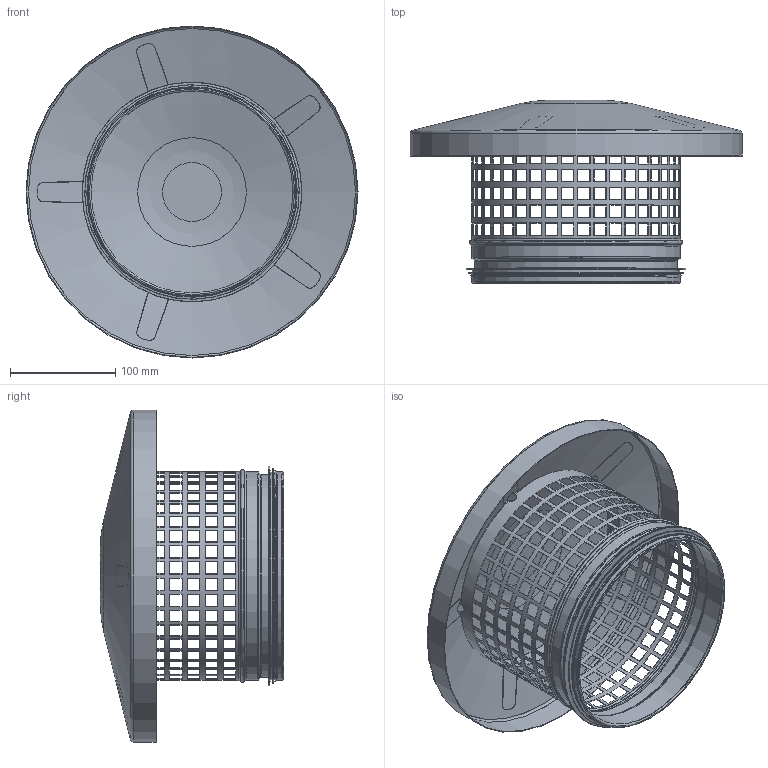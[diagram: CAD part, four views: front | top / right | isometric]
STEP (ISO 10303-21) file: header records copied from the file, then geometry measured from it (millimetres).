
FILE_DESCRIPTION(/* description */ ('Takhatt'),/* implementation_level */ '2;1');
FILE_NAME(/* name */ 'NA10006.stp',/* time_stamp */ '2016-11-28T03:41:15-08:00',/* author */ ('CAD'),/* organization */ (''),/* preprocessor_version */ 'ST-DEVELOPER v16.5',/* originating_system */ 'Autodesk Inventor 2017',/* authorisation */ '');
FILE_SCHEMA (('AUTOMOTIVE_DESIGN { 1 0 10303 214 3 1 1 }'));
Length unit declared in the file: millimetre
Products named in the file (4): HTH-05; HTH-AA-04; HTH-BA-03; 999006
Assembly tree (3 placements, depth 2):
  HTH-05
    HTH-AA-04
    HTH-BA-03
    999006
Bounding box: 316 x 174.3 x 316 mm (x, y, z)
Volume: 127228.9 mm3; surface area: 393943.5 mm2
Topology: 3 solids, 3 shells, 1204 faces, 3454 edges, 2250 vertices
Faces by surface type: plane 1031, bspline 72, torus 40, cylinder 36, cone 25
Full cylindrical faces by diameter (mm): 195.35 x1, 197.95 x3, 204.35 x1, 209.35 x1, 314.8 x1, 316 x1
Entity records: 43136 total; most frequent: CARTESIAN_POINT 8791, ORIENTED_EDGE 6866, DIRECTION 6774, EDGE_CURVE 3433, AXIS2_PLACEMENT_3D 2324, VERTEX_POINT 2249, LINE 2126, VECTOR 2126
